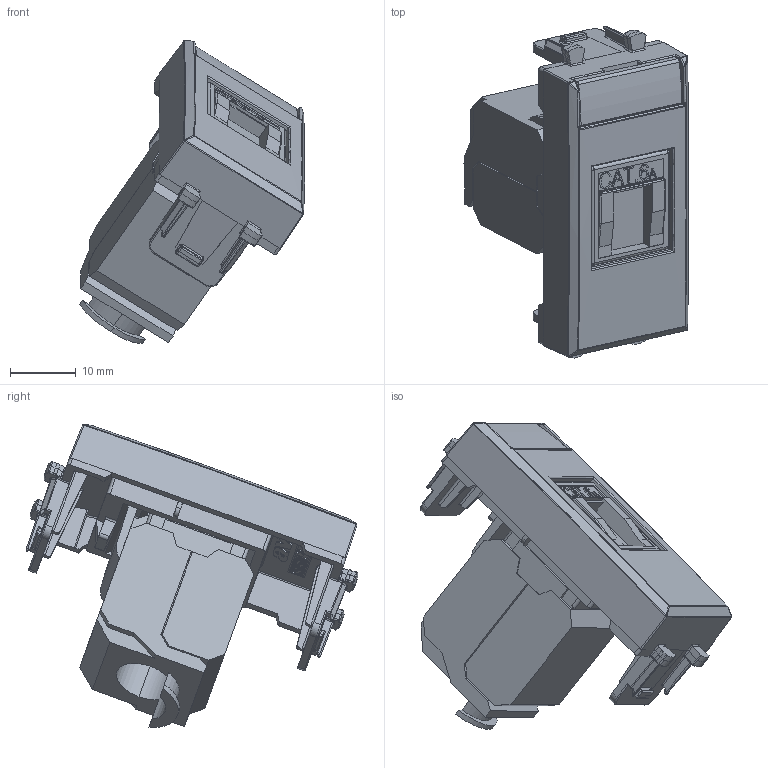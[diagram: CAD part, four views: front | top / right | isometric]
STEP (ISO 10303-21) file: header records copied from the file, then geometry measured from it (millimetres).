
FILE_DESCRIPTION(('CATIA V5 STEP Exchange'),'2;1');
FILE_NAME('442029C6AS.stp','2024-02-28T12:07:49+00:00',('none'),('none'),'CATIA Version 5-6 Release 2016 SP6','CATIA V5 STEP AP203','none');
FILE_SCHEMA(('CONFIG_CONTROL_DESIGN'));
Length unit declared in the file: millimetre
Products named in the file (1): 442029C6AS
Assembly tree (3 placements, depth 2):
  442029C6AS
    #57
    #47469
    #48643
Bounding box: 34.38 x 50.64 x 46.23 mm (x, y, z)
Volume: 12146 mm3; surface area: 10532.2 mm2
Topology: 3 solids, 4 shells, 1619 faces, 4397 edges, 2751 vertices
Faces by surface type: plane 1066, cylinder 331, bspline 97, sphere 54, extrusion 28, cone 24, torus 17, revolution 2
Entity records: 58034 total; most frequent: CARTESIAN_POINT 20244, ORIENTED_EDGE 8670, DIRECTION 6247, EDGE_CURVE 4335, VECTOR 3321, LINE 3293, VERTEX_POINT 2751, EDGE_LOOP 1668
